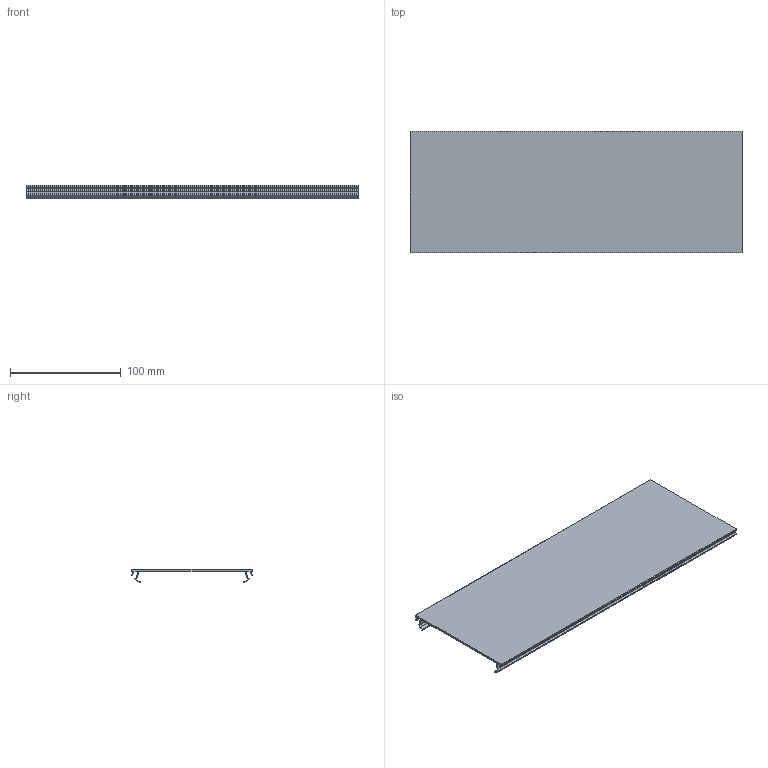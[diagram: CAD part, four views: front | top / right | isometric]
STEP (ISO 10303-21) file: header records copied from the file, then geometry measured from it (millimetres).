
FILE_DESCRIPTION(('CATIA V5 STEP Exchange','CAx-IF Rec.Pracs.--- Model Styling and Organization---1.4--- 2014-01-23'),'2;1');
FILE_NAME('638044_D000424_A-MOD-2.stp','2020-01-03T09:59:55+00:00',('none'),('none'),'CATIA Version 5-6 Release 2017 SP3','CATIA V5 STEP AP214','none');
FILE_SCHEMA(('AUTOMOTIVE_DESIGN { 1 0 10303 214 1 1 1 1 }'));
Length unit declared in the file: millimetre
Products named in the file (1): D000424_A-MOD-2
Bounding box: 300 x 110 x 12.6 mm (x, y, z)
Volume: 70585.5 mm3; surface area: 89294.2 mm2
Topology: 1 solids, 1 shells, 46 faces, 132 edges, 88 vertices
Faces by surface type: plane 36, cylinder 10
Entity records: 1499 total; most frequent: CARTESIAN_POINT 266, ORIENTED_EDGE 264, DIRECTION 222, EDGE_CURVE 132, VECTOR 112, LINE 112, VERTEX_POINT 88, AXIS2_PLACEMENT_3D 66
